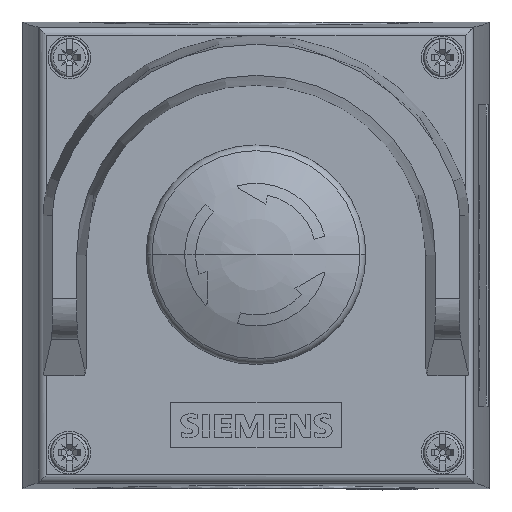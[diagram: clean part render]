
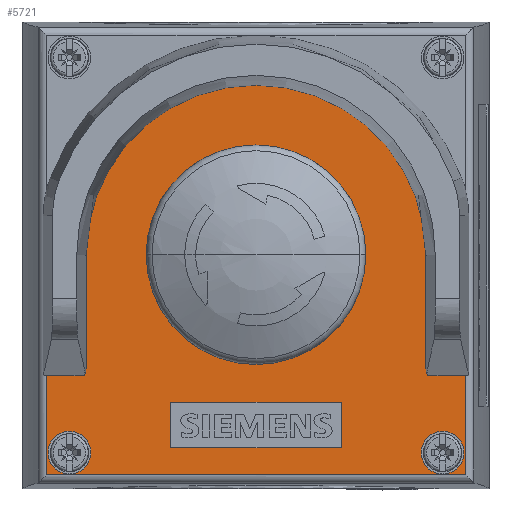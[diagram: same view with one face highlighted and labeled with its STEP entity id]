
A CAD part, top view. The second image highlights one B-rep face of the part: STEP entity #5721.
In plain terms, the highlighted planar face has unit normal (0, 0, 1).
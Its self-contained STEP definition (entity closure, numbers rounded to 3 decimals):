
#5721=ADVANCED_FACE('',(#12391,#12392,#12393,#12394,#12395),#12396,.T.);
#12391=FACE_OUTER_BOUND('',#19678,.T.);
#12392=FACE_BOUND('',#19679,.T.);
#12393=FACE_BOUND('',#19680,.T.);
#12394=FACE_BOUND('',#19681,.T.);
#12395=FACE_BOUND('',#19682,.T.);
#12396=PLANE('',#19683);
#19678=EDGE_LOOP('',(#41138,#41139,#41140,#41141,#41142,#41143,#41144,#41145,#41146,#41147,#41148));
#19679=EDGE_LOOP('',(#41149,#41150));
#19680=EDGE_LOOP('',(#41151,#41152));
#19681=EDGE_LOOP('',(#41153,#41154,#41155,#41156));
#19682=EDGE_LOOP('',(#41157,#41158));
#19683=AXIS2_PLACEMENT_3D('',#41159,#41160,#41161);
#41138=ORIENTED_EDGE('',*,*,#47167,.T.);
#41139=ORIENTED_EDGE('',*,*,#47204,.T.);
#41140=ORIENTED_EDGE('',*,*,#47221,.F.);
#41141=ORIENTED_EDGE('',*,*,#47226,.F.);
#41142=ORIENTED_EDGE('',*,*,#47152,.T.);
#41143=ORIENTED_EDGE('',*,*,#43817,.T.);
#41144=ORIENTED_EDGE('',*,*,#47150,.T.);
#41145=ORIENTED_EDGE('',*,*,#47143,.T.);
#41146=ORIENTED_EDGE('',*,*,#47138,.T.);
#41147=ORIENTED_EDGE('',*,*,#47188,.T.);
#41148=ORIENTED_EDGE('',*,*,#47191,.T.);
#41149=ORIENTED_EDGE('',*,*,#43833,.T.);
#41150=ORIENTED_EDGE('',*,*,#46721,.T.);
#41151=ORIENTED_EDGE('',*,*,#43823,.T.);
#41152=ORIENTED_EDGE('',*,*,#46729,.T.);
#41153=ORIENTED_EDGE('',*,*,#47110,.T.);
#41154=ORIENTED_EDGE('',*,*,#47119,.T.);
#41155=ORIENTED_EDGE('',*,*,#47116,.T.);
#41156=ORIENTED_EDGE('',*,*,#47113,.T.);
#41157=ORIENTED_EDGE('',*,*,#43814,.T.);
#41158=ORIENTED_EDGE('',*,*,#47214,.T.);
#41159=CARTESIAN_POINT('',(42.518,85.2,64.0));
#41160=DIRECTION('',(0.0,0.0,1.0));
#41161=DIRECTION('',(1.0,0.0,0.0));
#43814=EDGE_CURVE('',#49713,#49717,#49719,.T.);
#43817=EDGE_CURVE('',#49724,#49721,#49725,.T.);
#43823=EDGE_CURVE('',#49729,#49733,#49735,.T.);
#43833=EDGE_CURVE('',#49747,#49751,#49753,.T.);
#46721=EDGE_CURVE('',#49751,#49747,#53889,.T.);
#46729=EDGE_CURVE('',#49733,#49729,#53897,.T.);
#47110=EDGE_CURVE('',#54465,#54463,#54466,.T.);
#47113=EDGE_CURVE('',#54469,#54465,#54470,.T.);
#47116=EDGE_CURVE('',#54473,#54469,#54474,.T.);
#47119=EDGE_CURVE('',#54463,#54473,#54477,.T.);
#47138=EDGE_CURVE('',#54504,#54505,#54506,.T.);
#47143=EDGE_CURVE('',#54513,#54504,#54514,.T.);
#47150=EDGE_CURVE('',#49721,#54513,#54524,.T.);
#47152=EDGE_CURVE('',#54526,#49724,#54527,.T.);
#47167=EDGE_CURVE('',#54550,#54551,#54552,.T.);
#47188=EDGE_CURVE('',#54505,#54582,#54583,.T.);
#47191=EDGE_CURVE('',#54582,#54550,#54586,.T.);
#47204=EDGE_CURVE('',#54551,#54603,#54605,.T.);
#47214=EDGE_CURVE('',#49717,#49713,#54617,.T.);
#47221=EDGE_CURVE('',#54625,#54603,#54627,.T.);
#47226=EDGE_CURVE('',#54526,#54625,#54632,.T.);
#49713=VERTEX_POINT('',#59137);
#49717=VERTEX_POINT('',#59175);
#49719=CIRCLE('',#59178,11.25);
#49721=VERTEX_POINT('',#59180);
#49724=VERTEX_POINT('',#59184);
#49725=CIRCLE('',#59185,2.601);
#49729=VERTEX_POINT('',#59189);
#49733=VERTEX_POINT('',#59194);
#49735=CIRCLE('',#59197,3.9);
#49747=VERTEX_POINT('',#59211);
#49751=VERTEX_POINT('',#59216);
#49753=CIRCLE('',#59219,3.9);
#53889=CIRCLE('',#65446,3.9);
#53897=CIRCLE('',#65454,3.9);
#54463=VERTEX_POINT('',#66229);
#54465=VERTEX_POINT('',#66232);
#54466=LINE('',#66233,#66234);
#54469=VERTEX_POINT('',#66238);
#54470=LINE('',#66239,#66240);
#54473=VERTEX_POINT('',#66244);
#54474=LINE('',#66245,#66246);
#54477=LINE('',#66250,#66251);
#54504=VERTEX_POINT('',#66288);
#54505=VERTEX_POINT('',#66289);
#54506=CIRCLE('',#66290,30.97);
#54513=VERTEX_POINT('',#66299);
#54514=LINE('',#66300,#66301);
#54524=CIRCLE('',#66314,2.601);
#54526=VERTEX_POINT('',#66316);
#54527=LINE('',#66317,#66318);
#54550=VERTEX_POINT('',#66356);
#54551=VERTEX_POINT('',#66357);
#54552=LINE('',#66358,#66359);
#54582=VERTEX_POINT('',#66398);
#54583=LINE('',#66399,#66400);
#54586=CIRCLE('',#66404,2.601);
#54603=VERTEX_POINT('',#66437);
#54605=LINE('',#66439,#66440);
#54617=CIRCLE('',#66458,11.25);
#54625=VERTEX_POINT('',#66470);
#54627=LINE('',#66472,#66473);
#54632=LINE('',#66479,#66480);
#59137=CARTESIAN_POINT('',(53.768,42.7,64.0));
#59175=CARTESIAN_POINT('',(31.268,42.7,64.0));
#59178=AXIS2_PLACEMENT_3D('',#68391,#68392,#68393);
#59180=CARTESIAN_POINT('',(73.488,22.003,64.0));
#59184=CARTESIAN_POINT('',(73.829,20.7,64.0));
#59185=AXIS2_PLACEMENT_3D('',#68395,#68396,#68397);
#59189=CARTESIAN_POINT('',(12.418,6.7,64.0));
#59194=CARTESIAN_POINT('',(4.618,6.7,64.0));
#59197=AXIS2_PLACEMENT_3D('',#68406,#68407,#68408);
#59211=CARTESIAN_POINT('',(80.418,6.7,64.0));
#59216=CARTESIAN_POINT('',(72.618,6.7,64.0));
#59219=AXIS2_PLACEMENT_3D('',#68422,#68423,#68424);
#65446=AXIS2_PLACEMENT_3D('',#70746,#70747,#70748);
#65454=AXIS2_PLACEMENT_3D('',#70758,#70759,#70760);
#66229=CARTESIAN_POINT('',(58.068,7.55,64.0));
#66232=CARTESIAN_POINT('',(58.068,15.85,64.0));
#66233=CARTESIAN_POINT('',(58.068,48.45,64.0));
#66234=VECTOR('',#71178,1.0);
#66238=CARTESIAN_POINT('',(26.968,15.85,64.0));
#66239=CARTESIAN_POINT('',(42.518,15.85,64.0));
#66240=VECTOR('',#71180,1.0);
#66244=CARTESIAN_POINT('',(26.968,7.55,64.0));
#66245=CARTESIAN_POINT('',(26.968,48.45,64.0));
#66246=VECTOR('',#71182,1.0);
#66250=CARTESIAN_POINT('',(42.518,7.55,64.0));
#66251=VECTOR('',#71184,1.0);
#66288=CARTESIAN_POINT('',(73.488,42.7,64.0));
#66289=CARTESIAN_POINT('',(11.548,42.7,64.0));
#66290=AXIS2_PLACEMENT_3D('',#71201,#71202,#71203);
#66299=CARTESIAN_POINT('',(73.488,22.003,64.0));
#66300=CARTESIAN_POINT('',(73.488,53.602,64.0));
#66301=VECTOR('',#71209,1.0);
#66314=AXIS2_PLACEMENT_3D('',#71219,#71220,#71221);
#66316=CARTESIAN_POINT('',(80.694,20.7,64.0));
#66317=CARTESIAN_POINT('',(17.518,20.7,64.0));
#66318=VECTOR('',#71222,1.0);
#66356=CARTESIAN_POINT('',(11.206,20.7,64.0));
#66357=CARTESIAN_POINT('',(4.341,20.7,64.0));
#66358=CARTESIAN_POINT('',(17.518,20.7,64.0));
#66359=VECTOR('',#71241,1.0);
#66398=CARTESIAN_POINT('',(11.548,22.003,64.0));
#66399=CARTESIAN_POINT('',(11.548,63.95,64.0));
#66400=VECTOR('',#71269,1.0);
#66404=AXIS2_PLACEMENT_3D('',#71271,#71272,#71273);
#66437=CARTESIAN_POINT('',(4.341,2.656,64.0));
#66439=CARTESIAN_POINT('',(4.341,85.2,64.0));
#66440=VECTOR('',#71291,1.0);
#66458=AXIS2_PLACEMENT_3D('',#71298,#71299,#71300);
#66470=CARTESIAN_POINT('',(80.694,2.656,64.0));
#66472=CARTESIAN_POINT('',(42.518,2.656,64.0));
#66473=VECTOR('',#71308,1.0);
#66479=CARTESIAN_POINT('',(80.694,85.2,64.0));
#66480=VECTOR('',#71310,1.0);
#68391=CARTESIAN_POINT('',(42.518,42.7,64.0));
#68392=DIRECTION('',(0.0,0.0,-1.0));
#68393=DIRECTION('',(1.0,0.0,0.0));
#68395=CARTESIAN_POINT('',(76.089,21.988,64.0));
#68396=DIRECTION('',(0.0,0.0,-1.0));
#68397=DIRECTION('',(-1.,0.006,0.0));
#68406=CARTESIAN_POINT('',(8.518,6.7,64.0));
#68407=DIRECTION('',(0.0,0.0,-1.0));
#68408=DIRECTION('',(1.0,0.0,0.0));
#68422=CARTESIAN_POINT('',(76.518,6.7,64.0));
#68423=DIRECTION('',(0.0,0.0,-1.0));
#68424=DIRECTION('',(1.0,0.0,0.0));
#70746=CARTESIAN_POINT('',(76.518,6.7,64.0));
#70747=DIRECTION('',(0.0,0.0,-1.0));
#70748=DIRECTION('',(1.0,0.0,0.0));
#70758=CARTESIAN_POINT('',(8.518,6.7,64.0));
#70759=DIRECTION('',(0.0,0.0,-1.0));
#70760=DIRECTION('',(1.0,0.0,0.0));
#71178=DIRECTION('',(0.0,-1.0,0.0));
#71180=DIRECTION('',(1.0,0.0,0.0));
#71182=DIRECTION('',(0.0,1.0,0.0));
#71184=DIRECTION('',(-1.0,0.0,0.0));
#71201=CARTESIAN_POINT('',(42.518,42.7,64.0));
#71202=DIRECTION('',(0.0,0.0,1.0));
#71203=DIRECTION('',(1.0,0.,0.0));
#71209=DIRECTION('',(0.0,1.0,0.0));
#71219=CARTESIAN_POINT('',(76.089,21.988,64.0));
#71220=DIRECTION('',(0.0,0.0,-1.0));
#71221=DIRECTION('',(-1.,0.006,0.0));
#71222=DIRECTION('',(-1.0,0.0,0.0));
#71241=DIRECTION('',(-1.0,0.0,0.0));
#71269=DIRECTION('',(0.0,-1.0,0.0));
#71271=CARTESIAN_POINT('',(8.947,21.988,64.0));
#71272=DIRECTION('',(0.0,0.0,-1.0));
#71273=DIRECTION('',(0.005,-1.,0.0));
#71291=DIRECTION('',(0.0,-1.0,0.0));
#71298=CARTESIAN_POINT('',(42.518,42.7,64.0));
#71299=DIRECTION('',(0.0,0.0,-1.0));
#71300=DIRECTION('',(1.0,0.0,0.0));
#71308=DIRECTION('',(-1.0,0.0,0.0));
#71310=DIRECTION('',(0.0,-1.0,0.0));
